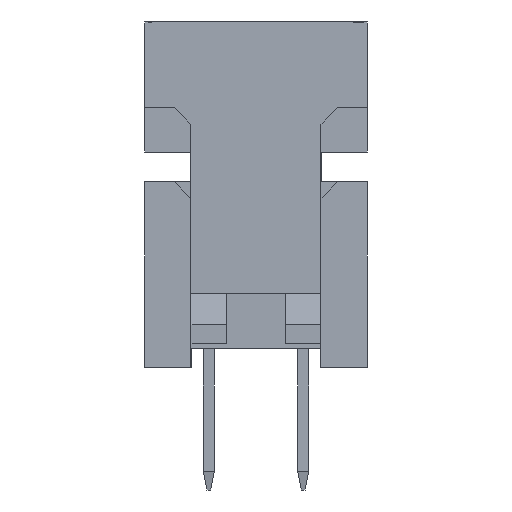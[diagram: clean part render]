
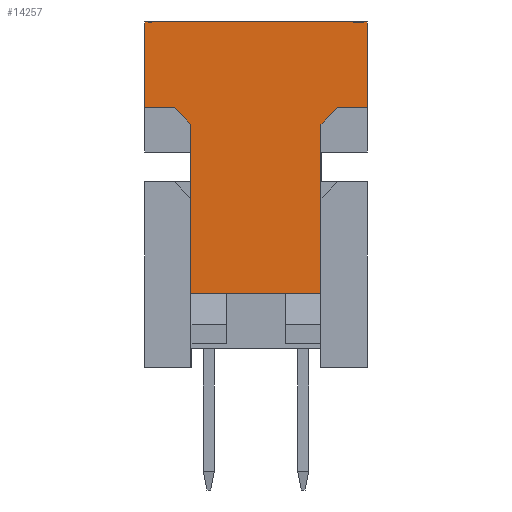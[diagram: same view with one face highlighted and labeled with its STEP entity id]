
A CAD part, left-side view. The second image highlights one B-rep face of the part: STEP entity #14257.
In plain terms, the highlighted planar face has unit normal (-1, 0, 0).
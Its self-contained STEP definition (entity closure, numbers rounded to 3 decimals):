
#3380=ORIENTED_EDGE('',*,*,#6107,.F.);
#3381=ORIENTED_EDGE('',*,*,#6120,.F.);
#3382=ORIENTED_EDGE('',*,*,#6121,.T.);
#3383=ORIENTED_EDGE('',*,*,#6122,.F.);
#3384=ORIENTED_EDGE('',*,*,#6123,.T.);
#3385=ORIENTED_EDGE('',*,*,#6124,.T.);
#3386=ORIENTED_EDGE('',*,*,#6125,.T.);
#3387=ORIENTED_EDGE('',*,*,#6126,.F.);
#3388=ORIENTED_EDGE('',*,*,#6099,.T.);
#3389=ORIENTED_EDGE('',*,*,#6127,.T.);
#6099=EDGE_CURVE('',#7661,#7660,#9320,.T.);
#6107=EDGE_CURVE('',#7666,#7667,#9328,.T.);
#6120=EDGE_CURVE('',#7677,#7666,#9341,.T.);
#6121=EDGE_CURVE('',#7677,#7678,#9342,.F.);
#6122=EDGE_CURVE('',#7679,#7678,#9343,.T.);
#6123=EDGE_CURVE('',#7679,#7680,#9344,.T.);
#6124=EDGE_CURVE('',#7680,#7681,#9345,.T.);
#6125=EDGE_CURVE('',#7681,#7682,#9346,.F.);
#6126=EDGE_CURVE('',#7661,#7682,#9347,.T.);
#6127=EDGE_CURVE('',#7660,#7667,#9348,.T.);
#7660=VERTEX_POINT('',#22431);
#7661=VERTEX_POINT('',#22433);
#7666=VERTEX_POINT('',#22446);
#7667=VERTEX_POINT('',#22448);
#7677=VERTEX_POINT('',#22474);
#7678=VERTEX_POINT('',#22476);
#7679=VERTEX_POINT('',#22478);
#7680=VERTEX_POINT('',#22480);
#7681=VERTEX_POINT('',#22482);
#7682=VERTEX_POINT('',#22484);
#9320=LINE('',#22432,#11191);
#9328=LINE('',#22447,#11199);
#9341=LINE('',#22473,#11212);
#9342=LINE('',#22475,#11213);
#9343=LINE('',#22477,#11214);
#9344=LINE('',#22479,#11215);
#9345=LINE('',#22481,#11216);
#9346=LINE('',#22483,#11217);
#9347=LINE('',#22485,#11218);
#9348=LINE('',#22486,#11219);
#11191=VECTOR('',#18293,1000.);
#11199=VECTOR('',#18303,1000.);
#11212=VECTOR('',#18322,1000.);
#11213=VECTOR('',#18323,1000.);
#11214=VECTOR('',#18324,1000.);
#11215=VECTOR('',#18325,1000.);
#11216=VECTOR('',#18326,1000.);
#11217=VECTOR('',#18327,1000.);
#11218=VECTOR('',#18328,1000.);
#11219=VECTOR('',#18329,1000.);
#12192=EDGE_LOOP('',(#3380,#3381,#3382,#3383,#3384,#3385,#3386,#3387,#3388,
#3389));
#12961=FACE_BOUND('',#12192,.T.);
#13570=PLANE('',#15321);
#14257=ADVANCED_FACE('',(#12961),#13570,.T.);
#15321=AXIS2_PLACEMENT_3D('',#22472,#18320,#18321);
#18293=DIRECTION('',(0.,0.,1.));
#18303=DIRECTION('',(0.,0.,1.));
#18320=DIRECTION('',(-1.,0.,0.));
#18321=DIRECTION('',(0.,0.,1.));
#18322=DIRECTION('',(0.,1.,0.));
#18323=DIRECTION('',(0.,0.707,0.707));
#18324=DIRECTION('',(0.,0.,1.));
#18325=DIRECTION('',(0.,-1.,0.));
#18326=DIRECTION('',(0.,0.,1.));
#18327=DIRECTION('',(0.,0.707,-0.707));
#18328=DIRECTION('',(0.,1.,0.));
#18329=DIRECTION('',(0.,1.,0.));
#22431=CARTESIAN_POINT('',(-28.125,-3.,1.15));
#22432=CARTESIAN_POINT('',(-28.125,-3.,-1.15));
#22433=CARTESIAN_POINT('',(-28.125,-3.,-1.15));
#22446=CARTESIAN_POINT('',(-28.125,3.,-1.15));
#22447=CARTESIAN_POINT('',(-28.125,3.,-1.15));
#22448=CARTESIAN_POINT('',(-28.125,3.,1.15));
#22472=CARTESIAN_POINT('',(-28.125,-3.,-1.15));
#22473=CARTESIAN_POINT('',(-28.125,-3.,-1.15));
#22474=CARTESIAN_POINT('',(-28.125,2.2,-1.15));
#22475=CARTESIAN_POINT('',(-28.125,2.2,-1.15));
#22476=CARTESIAN_POINT('',(-28.125,1.75,-1.6));
#22477=CARTESIAN_POINT('',(-28.125,1.75,-6.15));
#22478=CARTESIAN_POINT('',(-28.125,1.75,-6.15));
#22479=CARTESIAN_POINT('',(-28.125,1.75,-6.15));
#22480=CARTESIAN_POINT('',(-28.125,-1.75,-6.15));
#22481=CARTESIAN_POINT('',(-28.125,-1.75,-6.15));
#22482=CARTESIAN_POINT('',(-28.125,-1.75,-1.6));
#22483=CARTESIAN_POINT('',(-28.125,-2.2,-1.15));
#22484=CARTESIAN_POINT('',(-28.125,-2.2,-1.15));
#22485=CARTESIAN_POINT('',(-28.125,-3.,-1.15));
#22486=CARTESIAN_POINT('',(-28.125,-3.,1.15));
